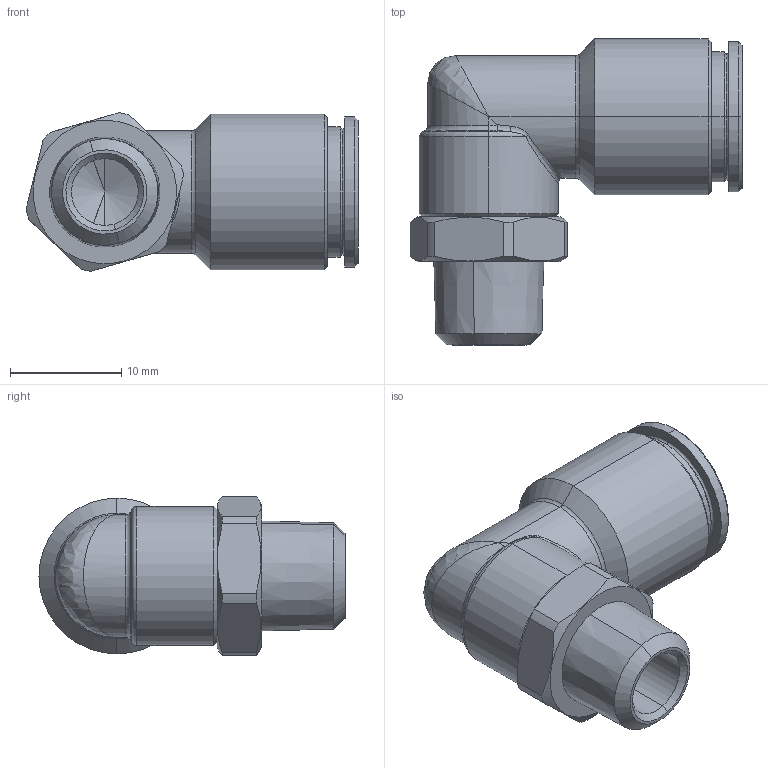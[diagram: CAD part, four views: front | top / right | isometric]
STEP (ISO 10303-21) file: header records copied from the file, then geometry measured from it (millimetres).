
FILE_DESCRIPTION (( 'STEP AP203' ), '1' );
FILE_NAME ('X0050041.STEP', '2010-09-23T16:03:23', ( '' ), ( 'sopra-pneumatic' ), 'SwSTEP 2.0', 'SolidWorks 2009', '' );
FILE_SCHEMA (( 'CONFIG_CONTROL_DESIGN' ));
Length unit declared in the file: millimetre
Products named in the file (13): X0050041; 002-X006; 035-X116; 035-X018; 006-X013; 006-X043-A; 008-A003_08; 011-0060_厧 11; 006-X003; 011-0146; 012-X081; 036-X081; 008-A022
Assembly tree (12 placements, depth 4):
  X0050041
    036-X081
      011-0146
      008-A022
      012-X081
    035-X116
      035-X018
        006-X043-A
        011-0060_厧 11
        008-A003_08
        006-X003
        006-X013
      002-X006
Bounding box: 29.84 x 27.5 x 14.27 mm (x, y, z)
Volume: 2984.9 mm3; surface area: 4838.8 mm2
Topology: 9 solids, 9 shells, 316 faces, 772 edges, 477 vertices
Faces by surface type: cylinder 116, cone 102, plane 58, torus 34, bspline 6
Entity records: 12297 total; most frequent: CARTESIAN_POINT 3686, ORIENTED_EDGE 1536, DIRECTION 1522, EDGE_CURVE 768, AXIS2_PLACEMENT_3D 659, VERTEX_POINT 477, EDGE_LOOP 337, CIRCLE 331
